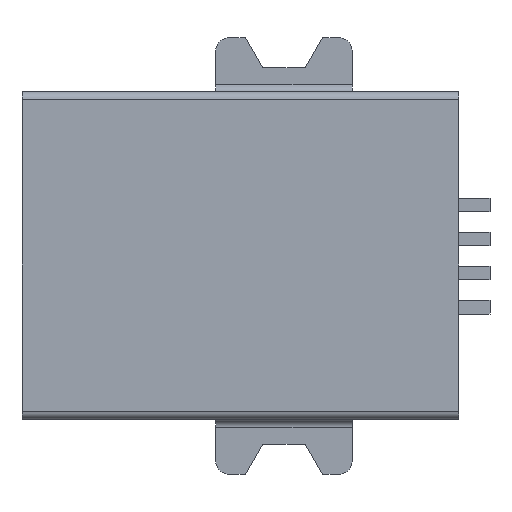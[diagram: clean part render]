
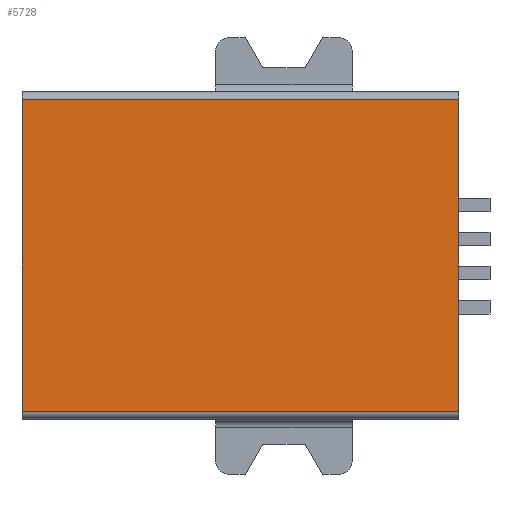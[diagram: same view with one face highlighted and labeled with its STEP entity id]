
A CAD part, top view. The second image highlights one B-rep face of the part: STEP entity #5728.
In plain terms, the highlighted planar face has unit normal (0, 0, 1).
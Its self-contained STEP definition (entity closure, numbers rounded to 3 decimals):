
#1181 = PLANE('',#1182);
#1182 = AXIS2_PLACEMENT_3D('',#1183,#1184,#1185);
#1183 = CARTESIAN_POINT('',(-10.975,0.075,
    4.952));
#1184 = DIRECTION('',(1.,0.,0.));
#1185 = DIRECTION('',(0.,1.,0.));
#1491 = PLANE('',#1492);
#1492 = AXIS2_PLACEMENT_3D('',#1493,#1494,#1495);
#1493 = CARTESIAN_POINT('',(5.025,0.075,
    4.952));
#1494 = DIRECTION('',(1.,0.,0.));
#1495 = DIRECTION('',(0.,1.,0.));
#2265 = CYLINDRICAL_SURFACE('',#2266,0.3);
#2266 = AXIS2_PLACEMENT_3D('',#2267,#2268,#2269);
#2267 = CARTESIAN_POINT('',(-10.975,5.775,10.809));
#2268 = DIRECTION('',(1.,0.,0.));
#2269 = DIRECTION('',(0.,1.,0.));
#2325 = VERTEX_POINT('',#2326);
#2326 = CARTESIAN_POINT('',(-10.975,-5.625,11.109));
#2343 = CYLINDRICAL_SURFACE('',#2344,0.3);
#2344 = AXIS2_PLACEMENT_3D('',#2345,#2346,#2347);
#2345 = CARTESIAN_POINT('',(-10.975,-5.625,10.809));
#2346 = DIRECTION('',(1.,0.,0.));
#2347 = DIRECTION('',(0.,1.,0.));
#2377 = EDGE_CURVE('',#2378,#2325,#2380,.T.);
#2378 = VERTEX_POINT('',#2379);
#2379 = CARTESIAN_POINT('',(-10.975,5.775,11.109));
#2380 = SURFACE_CURVE('',#2381,(#2385,#2392),.PCURVE_S1.);
#2381 = LINE('',#2382,#2383);
#2382 = CARTESIAN_POINT('',(-10.975,0.075,11.109
    ));
#2383 = VECTOR('',#2384,1.);
#2384 = DIRECTION('',(0.,-1.,0.));
#2385 = PCURVE('',#1181,#2386);
#2386 = DEFINITIONAL_REPRESENTATION('',(#2387),#2391);
#2387 = LINE('',#2388,#2389);
#2388 = CARTESIAN_POINT('',(0.,6.157));
#2389 = VECTOR('',#2390,1.);
#2390 = DIRECTION('',(-1.,0.));
#2391 = ( GEOMETRIC_REPRESENTATION_CONTEXT(2) 
PARAMETRIC_REPRESENTATION_CONTEXT() REPRESENTATION_CONTEXT('2D SPACE',''
  ) );
#2392 = PCURVE('',#2393,#2398);
#2393 = PLANE('',#2394);
#2394 = AXIS2_PLACEMENT_3D('',#2395,#2396,#2397);
#2395 = CARTESIAN_POINT('',(-10.975,0.075,11.109
    ));
#2396 = DIRECTION('',(0.,0.,1.));
#2397 = DIRECTION('',(-1.,0.,0.));
#2398 = DEFINITIONAL_REPRESENTATION('',(#2399),#2403);
#2399 = LINE('',#2400,#2401);
#2400 = CARTESIAN_POINT('',(0.,0.));
#2401 = VECTOR('',#2402,1.);
#2402 = DIRECTION('',(0.,1.));
#2403 = ( GEOMETRIC_REPRESENTATION_CONTEXT(2) 
PARAMETRIC_REPRESENTATION_CONTEXT() REPRESENTATION_CONTEXT('2D SPACE',''
  ) );
#3472 = EDGE_CURVE('',#3473,#3475,#3477,.T.);
#3473 = VERTEX_POINT('',#3474);
#3474 = CARTESIAN_POINT('',(5.025,5.775,11.109));
#3475 = VERTEX_POINT('',#3476);
#3476 = CARTESIAN_POINT('',(5.025,-5.625,11.109));
#3477 = SURFACE_CURVE('',#3478,(#3482,#3489),.PCURVE_S1.);
#3478 = LINE('',#3479,#3480);
#3479 = CARTESIAN_POINT('',(5.025,0.075,11.109)
  );
#3480 = VECTOR('',#3481,1.);
#3481 = DIRECTION('',(0.,-1.,0.));
#3482 = PCURVE('',#1491,#3483);
#3483 = DEFINITIONAL_REPRESENTATION('',(#3484),#3488);
#3484 = LINE('',#3485,#3486);
#3485 = CARTESIAN_POINT('',(0.,6.157));
#3486 = VECTOR('',#3487,1.);
#3487 = DIRECTION('',(-1.,0.));
#3488 = ( GEOMETRIC_REPRESENTATION_CONTEXT(2) 
PARAMETRIC_REPRESENTATION_CONTEXT() REPRESENTATION_CONTEXT('2D SPACE',''
  ) );
#3489 = PCURVE('',#2393,#3490);
#3490 = DEFINITIONAL_REPRESENTATION('',(#3491),#3495);
#3491 = LINE('',#3492,#3493);
#3492 = CARTESIAN_POINT('',(-16.,0.));
#3493 = VECTOR('',#3494,1.);
#3494 = DIRECTION('',(0.,1.));
#3495 = ( GEOMETRIC_REPRESENTATION_CONTEXT(2) 
PARAMETRIC_REPRESENTATION_CONTEXT() REPRESENTATION_CONTEXT('2D SPACE',''
  ) );
#5684 = EDGE_CURVE('',#2378,#3473,#5685,.T.);
#5685 = SURFACE_CURVE('',#5686,(#5690,#5719),.PCURVE_S1.);
#5686 = LINE('',#5687,#5688);
#5687 = CARTESIAN_POINT('',(-10.975,5.775,11.109));
#5688 = VECTOR('',#5689,1.);
#5689 = DIRECTION('',(1.,0.,0.));
#5690 = PCURVE('',#2265,#5691);
#5691 = DEFINITIONAL_REPRESENTATION('',(#5692),#5718);
#5692 = B_SPLINE_CURVE_WITH_KNOTS('',3,(#5693,#5694,#5695,#5696,#5697,
    #5698,#5699,#5700,#5701,#5702,#5703,#5704,#5705,#5706,#5707,#5708,
    #5709,#5710,#5711,#5712,#5713,#5714,#5715,#5716,#5717),
  .UNSPECIFIED.,.F.,.F.,(4,1,1,1,1,1,1,1,1,1,1,1,1,1,1,1,1,1,1,1,1,1,4),
  (0.,0.727,1.455,2.182,
    2.909,3.636,4.364,5.091,
    5.818,6.545,7.273,8.,8.727,
    9.455,10.182,10.909,11.636,
    12.364,13.091,13.818,14.545,
    15.273,16.),.QUASI_UNIFORM_KNOTS.);
#5693 = CARTESIAN_POINT('',(1.571,0.));
#5694 = CARTESIAN_POINT('',(1.571,0.242));
#5695 = CARTESIAN_POINT('',(1.571,0.727));
#5696 = CARTESIAN_POINT('',(1.571,1.455));
#5697 = CARTESIAN_POINT('',(1.571,2.182));
#5698 = CARTESIAN_POINT('',(1.571,2.909));
#5699 = CARTESIAN_POINT('',(1.571,3.636));
#5700 = CARTESIAN_POINT('',(1.571,4.364));
#5701 = CARTESIAN_POINT('',(1.571,5.091));
#5702 = CARTESIAN_POINT('',(1.571,5.818));
#5703 = CARTESIAN_POINT('',(1.571,6.545));
#5704 = CARTESIAN_POINT('',(1.571,7.273));
#5705 = CARTESIAN_POINT('',(1.571,8.));
#5706 = CARTESIAN_POINT('',(1.571,8.727));
#5707 = CARTESIAN_POINT('',(1.571,9.455));
#5708 = CARTESIAN_POINT('',(1.571,10.182));
#5709 = CARTESIAN_POINT('',(1.571,10.909));
#5710 = CARTESIAN_POINT('',(1.571,11.636));
#5711 = CARTESIAN_POINT('',(1.571,12.364));
#5712 = CARTESIAN_POINT('',(1.571,13.091));
#5713 = CARTESIAN_POINT('',(1.571,13.818));
#5714 = CARTESIAN_POINT('',(1.571,14.545));
#5715 = CARTESIAN_POINT('',(1.571,15.273));
#5716 = CARTESIAN_POINT('',(1.571,15.758));
#5717 = CARTESIAN_POINT('',(1.571,16.));
#5718 = ( GEOMETRIC_REPRESENTATION_CONTEXT(2) 
PARAMETRIC_REPRESENTATION_CONTEXT() REPRESENTATION_CONTEXT('2D SPACE',''
  ) );
#5719 = PCURVE('',#2393,#5720);
#5720 = DEFINITIONAL_REPRESENTATION('',(#5721),#5725);
#5721 = LINE('',#5722,#5723);
#5722 = CARTESIAN_POINT('',(0.,-5.7));
#5723 = VECTOR('',#5724,1.);
#5724 = DIRECTION('',(-1.,0.));
#5725 = ( GEOMETRIC_REPRESENTATION_CONTEXT(2) 
PARAMETRIC_REPRESENTATION_CONTEXT() REPRESENTATION_CONTEXT('2D SPACE',''
  ) );
#5728 = ADVANCED_FACE('',(#5729),#2393,.T.);
#5729 = FACE_BOUND('',#5730,.T.);
#5730 = EDGE_LOOP('',(#5731,#5732,#5775,#5776));
#5731 = ORIENTED_EDGE('',*,*,#2377,.T.);
#5732 = ORIENTED_EDGE('',*,*,#5733,.T.);
#5733 = EDGE_CURVE('',#2325,#3475,#5734,.T.);
#5734 = SURFACE_CURVE('',#5735,(#5739,#5746),.PCURVE_S1.);
#5735 = LINE('',#5736,#5737);
#5736 = CARTESIAN_POINT('',(-10.975,-5.625,11.109));
#5737 = VECTOR('',#5738,1.);
#5738 = DIRECTION('',(1.,0.,0.));
#5739 = PCURVE('',#2393,#5740);
#5740 = DEFINITIONAL_REPRESENTATION('',(#5741),#5745);
#5741 = LINE('',#5742,#5743);
#5742 = CARTESIAN_POINT('',(0.,5.7));
#5743 = VECTOR('',#5744,1.);
#5744 = DIRECTION('',(-1.,0.));
#5745 = ( GEOMETRIC_REPRESENTATION_CONTEXT(2) 
PARAMETRIC_REPRESENTATION_CONTEXT() REPRESENTATION_CONTEXT('2D SPACE',''
  ) );
#5746 = PCURVE('',#2343,#5747);
#5747 = DEFINITIONAL_REPRESENTATION('',(#5748),#5774);
#5748 = B_SPLINE_CURVE_WITH_KNOTS('',3,(#5749,#5750,#5751,#5752,#5753,
    #5754,#5755,#5756,#5757,#5758,#5759,#5760,#5761,#5762,#5763,#5764,
    #5765,#5766,#5767,#5768,#5769,#5770,#5771,#5772,#5773),
  .UNSPECIFIED.,.F.,.F.,(4,1,1,1,1,1,1,1,1,1,1,1,1,1,1,1,1,1,1,1,1,1,4),
  (0.,0.727,1.455,2.182,
    2.909,3.636,4.364,5.091,
    5.818,6.545,7.273,8.,8.727,
    9.455,10.182,10.909,11.636,
    12.364,13.091,13.818,14.545,
    15.273,16.),.UNSPECIFIED.);
#5749 = CARTESIAN_POINT('',(1.571,0.));
#5750 = CARTESIAN_POINT('',(1.571,0.242));
#5751 = CARTESIAN_POINT('',(1.571,0.727));
#5752 = CARTESIAN_POINT('',(1.571,1.455));
#5753 = CARTESIAN_POINT('',(1.571,2.182));
#5754 = CARTESIAN_POINT('',(1.571,2.909));
#5755 = CARTESIAN_POINT('',(1.571,3.636));
#5756 = CARTESIAN_POINT('',(1.571,4.364));
#5757 = CARTESIAN_POINT('',(1.571,5.091));
#5758 = CARTESIAN_POINT('',(1.571,5.818));
#5759 = CARTESIAN_POINT('',(1.571,6.545));
#5760 = CARTESIAN_POINT('',(1.571,7.273));
#5761 = CARTESIAN_POINT('',(1.571,8.));
#5762 = CARTESIAN_POINT('',(1.571,8.727));
#5763 = CARTESIAN_POINT('',(1.571,9.455));
#5764 = CARTESIAN_POINT('',(1.571,10.182));
#5765 = CARTESIAN_POINT('',(1.571,10.909));
#5766 = CARTESIAN_POINT('',(1.571,11.636));
#5767 = CARTESIAN_POINT('',(1.571,12.364));
#5768 = CARTESIAN_POINT('',(1.571,13.091));
#5769 = CARTESIAN_POINT('',(1.571,13.818));
#5770 = CARTESIAN_POINT('',(1.571,14.545));
#5771 = CARTESIAN_POINT('',(1.571,15.273));
#5772 = CARTESIAN_POINT('',(1.571,15.758));
#5773 = CARTESIAN_POINT('',(1.571,16.));
#5774 = ( GEOMETRIC_REPRESENTATION_CONTEXT(2) 
PARAMETRIC_REPRESENTATION_CONTEXT() REPRESENTATION_CONTEXT('2D SPACE',''
  ) );
#5775 = ORIENTED_EDGE('',*,*,#3472,.F.);
#5776 = ORIENTED_EDGE('',*,*,#5684,.F.);
